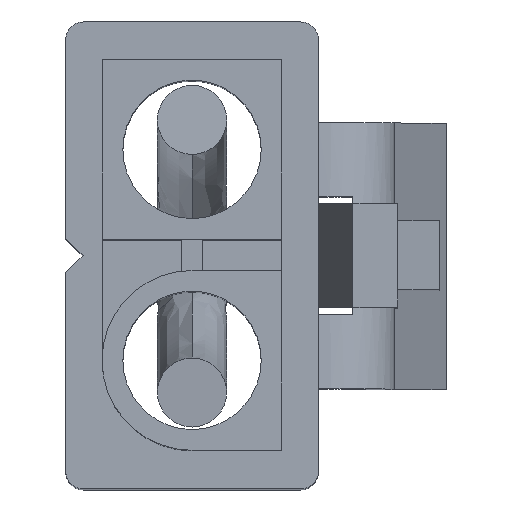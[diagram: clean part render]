
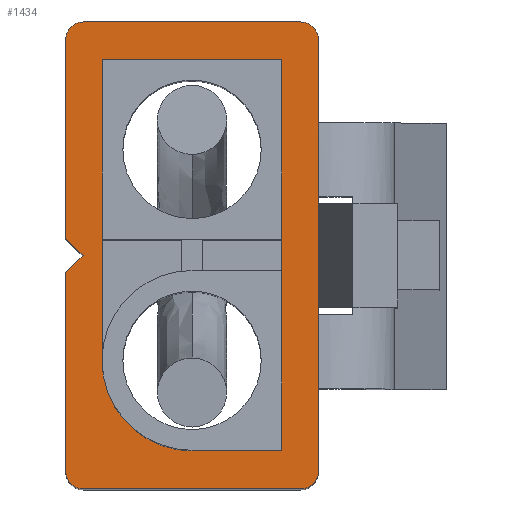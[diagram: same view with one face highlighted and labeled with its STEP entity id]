
A CAD part, top view. The second image highlights one B-rep face of the part: STEP entity #1434.
In plain terms, the highlighted planar face has unit normal (0, 0, 1).
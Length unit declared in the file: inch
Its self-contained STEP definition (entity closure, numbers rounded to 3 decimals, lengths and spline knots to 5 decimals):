
#18=FACE_BOUND('',#505,.T.);
#35=LINE('',#2334,#179);
#38=LINE('',#2339,#182);
#45=LINE('',#2365,#189);
#48=LINE('',#2369,#192);
#57=LINE('',#2387,#201);
#58=LINE('',#2389,#202);
#60=LINE('',#2395,#204);
#61=LINE('',#2406,#205);
#62=LINE('',#2408,#206);
#63=LINE('',#2410,#207);
#64=LINE('',#2412,#208);
#65=LINE('',#2414,#209);
#66=LINE('',#2416,#210);
#67=LINE('',#2417,#211);
#179=VECTOR('',#1694,0.02784);
#182=VECTOR('',#1699,0.22638);
#189=VECTOR('',#1726,0.22638);
#192=VECTOR('',#1731,0.49213);
#201=VECTOR('',#1742,0.02784);
#202=VECTOR('',#1745,0.24803);
#204=VECTOR('',#1753,0.24803);
#205=VECTOR('',#1764,0.1378);
#206=VECTOR('',#1765,0.20472);
#207=VECTOR('',#1766,0.20472);
#208=VECTOR('',#1767,0.20472);
#209=VECTOR('',#1768,0.03543);
#210=VECTOR('',#1769,0.20472);
#211=VECTOR('',#1770,0.10236);
#425=FACE_OUTER_BOUND('',#504,.T.);
#504=EDGE_LOOP('',(#1060,#1061,#1062,#1063,#1064,#1065,#1066,#1067,#1068,
#1069,#1070));
#505=EDGE_LOOP('',(#1071,#1072,#1073,#1074,#1075,#1076,#1077,#1078));
#580=CIRCLE('',#1536,0.01969);
#583=CIRCLE('',#1541,0.01969);
#584=CIRCLE('',#1543,0.01969);
#585=CIRCLE('',#1549,0.01969);
#588=CIRCLE('',#1555,0.10236);
#641=VERTEX_POINT('',#2331);
#642=VERTEX_POINT('',#2333);
#643=VERTEX_POINT('',#2337);
#644=VERTEX_POINT('',#2341);
#647=VERTEX_POINT('',#2351);
#648=VERTEX_POINT('',#2352);
#649=VERTEX_POINT('',#2357);
#650=VERTEX_POINT('',#2358);
#651=VERTEX_POINT('',#2363);
#652=VERTEX_POINT('',#2364);
#661=VERTEX_POINT('',#2391);
#664=VERTEX_POINT('',#2402);
#665=VERTEX_POINT('',#2403);
#666=VERTEX_POINT('',#2405);
#667=VERTEX_POINT('',#2407);
#668=VERTEX_POINT('',#2409);
#669=VERTEX_POINT('',#2411);
#670=VERTEX_POINT('',#2413);
#671=VERTEX_POINT('',#2415);
#783=EDGE_CURVE('',#641,#642,#35,.T.);
#786=EDGE_CURVE('',#641,#643,#38,.T.);
#787=EDGE_CURVE('',#644,#643,#580,.T.);
#792=EDGE_CURVE('',#647,#648,#583,.T.);
#795=EDGE_CURVE('',#649,#650,#584,.T.);
#798=EDGE_CURVE('',#651,#652,#45,.T.);
#801=EDGE_CURVE('',#649,#647,#48,.T.);
#810=EDGE_CURVE('',#642,#652,#57,.T.);
#811=EDGE_CURVE('',#644,#648,#58,.T.);
#812=EDGE_CURVE('',#651,#661,#585,.T.);
#814=EDGE_CURVE('',#650,#661,#60,.T.);
#817=EDGE_CURVE('',#664,#665,#588,.T.);
#818=EDGE_CURVE('',#665,#666,#61,.T.);
#819=EDGE_CURVE('',#666,#667,#62,.T.);
#820=EDGE_CURVE('',#667,#668,#63,.T.);
#821=EDGE_CURVE('',#668,#669,#64,.T.);
#822=EDGE_CURVE('',#669,#670,#65,.T.);
#823=EDGE_CURVE('',#670,#671,#66,.T.);
#824=EDGE_CURVE('',#671,#664,#67,.T.);
#1060=ORIENTED_EDGE('',*,*,#811,.T.);
#1061=ORIENTED_EDGE('',*,*,#792,.F.);
#1062=ORIENTED_EDGE('',*,*,#801,.F.);
#1063=ORIENTED_EDGE('',*,*,#795,.T.);
#1064=ORIENTED_EDGE('',*,*,#814,.T.);
#1065=ORIENTED_EDGE('',*,*,#812,.F.);
#1066=ORIENTED_EDGE('',*,*,#798,.T.);
#1067=ORIENTED_EDGE('',*,*,#810,.F.);
#1068=ORIENTED_EDGE('',*,*,#783,.F.);
#1069=ORIENTED_EDGE('',*,*,#786,.T.);
#1070=ORIENTED_EDGE('',*,*,#787,.F.);
#1071=ORIENTED_EDGE('',*,*,#817,.T.);
#1072=ORIENTED_EDGE('',*,*,#818,.T.);
#1073=ORIENTED_EDGE('',*,*,#819,.T.);
#1074=ORIENTED_EDGE('',*,*,#820,.T.);
#1075=ORIENTED_EDGE('',*,*,#821,.T.);
#1076=ORIENTED_EDGE('',*,*,#822,.T.);
#1077=ORIENTED_EDGE('',*,*,#823,.T.);
#1078=ORIENTED_EDGE('',*,*,#824,.T.);
#1370=PLANE('',#1554);
#1434=ADVANCED_FACE('',(#425,#18),#1370,.T.);
#1536=AXIS2_PLACEMENT_3D('',#2342,#1702,#1703);
#1541=AXIS2_PLACEMENT_3D('',#2353,#1714,#1715);
#1543=AXIS2_PLACEMENT_3D('',#2359,#1720,#1721);
#1549=AXIS2_PLACEMENT_3D('',#2392,#1748,#1749);
#1554=AXIS2_PLACEMENT_3D('',#2401,#1760,#1761);
#1555=AXIS2_PLACEMENT_3D('',#2404,#1762,#1763);
#1694=DIRECTION('',(0.707,0.707,0.));
#1699=DIRECTION('',(0.,-1.,0.));
#1702=DIRECTION('center_axis',(0.,0.,-1.));
#1703=DIRECTION('ref_axis',(-1.,0.,0.));
#1714=DIRECTION('center_axis',(0.,0.,-1.));
#1715=DIRECTION('ref_axis',(-1.,0.,0.));
#1720=DIRECTION('center_axis',(0.,0.,1.));
#1721=DIRECTION('ref_axis',(-1.,0.,0.));
#1726=DIRECTION('',(0.,-1.,0.));
#1731=DIRECTION('',(0.,-1.,0.));
#1742=DIRECTION('',(-0.707,0.707,0.));
#1745=DIRECTION('',(1.,0.,0.));
#1748=DIRECTION('center_axis',(0.,0.,-1.));
#1749=DIRECTION('ref_axis',(-1.,0.,0.));
#1753=DIRECTION('',(-1.,0.,0.));
#1760=DIRECTION('center_axis',(0.,0.,1.));
#1761=DIRECTION('ref_axis',(1.,0.,0.));
#1762=DIRECTION('center_axis',(0.,0.,-1.));
#1763=DIRECTION('ref_axis',(1.,0.,0.));
#1764=DIRECTION('',(0.,1.,0.));
#1765=DIRECTION('',(0.,1.,0.));
#1766=DIRECTION('',(1.,0.,0.));
#1767=DIRECTION('',(0.,-1.,0.));
#1768=DIRECTION('',(0.,-1.,0.));
#1769=DIRECTION('',(0.,-1.,0.));
#1770=DIRECTION('',(-1.,0.,0.));
#2331=CARTESIAN_POINT('',(-0.24606,-0.01969,0.));
#2333=CARTESIAN_POINT('',(-0.22638,0.,0.));
#2334=CARTESIAN_POINT('',(-0.24606,-0.01969,0.));
#2337=CARTESIAN_POINT('',(-0.24606,-0.24606,0.));
#2339=CARTESIAN_POINT('',(-0.24606,-0.01969,0.));
#2341=CARTESIAN_POINT('',(-0.22638,-0.26575,0.));
#2342=CARTESIAN_POINT('Origin',(-0.22638,-0.24606,0.));
#2351=CARTESIAN_POINT('',(0.04134,-0.24606,0.));
#2352=CARTESIAN_POINT('',(0.02165,-0.26575,0.));
#2353=CARTESIAN_POINT('Origin',(0.02165,-0.24606,0.));
#2357=CARTESIAN_POINT('',(0.04134,0.24606,0.));
#2358=CARTESIAN_POINT('',(0.02165,0.26575,0.));
#2359=CARTESIAN_POINT('Origin',(0.02165,0.24606,0.));
#2363=CARTESIAN_POINT('',(-0.24606,0.24606,0.));
#2364=CARTESIAN_POINT('',(-0.24606,0.01969,0.));
#2365=CARTESIAN_POINT('',(-0.24606,0.24606,0.));
#2369=CARTESIAN_POINT('',(0.04134,0.24606,0.));
#2387=CARTESIAN_POINT('',(-0.22638,0.,0.));
#2389=CARTESIAN_POINT('',(-0.22638,-0.26575,0.));
#2391=CARTESIAN_POINT('',(-0.22638,0.26575,0.));
#2392=CARTESIAN_POINT('Origin',(-0.22638,0.24606,0.));
#2395=CARTESIAN_POINT('',(0.02165,0.26575,0.));
#2401=CARTESIAN_POINT('Origin',(0.,0.,0.));
#2402=CARTESIAN_POINT('',(-0.10236,-0.22244,0.));
#2403=CARTESIAN_POINT('',(-0.20472,-0.12008,0.));
#2404=CARTESIAN_POINT('Origin',(-0.10236,-0.12008,0.));
#2405=CARTESIAN_POINT('',(-0.20472,0.01772,0.));
#2406=CARTESIAN_POINT('',(-0.20472,-0.12008,0.));
#2407=CARTESIAN_POINT('',(-0.20472,0.22244,0.));
#2408=CARTESIAN_POINT('',(-0.20472,0.01772,0.));
#2409=CARTESIAN_POINT('',(0.,0.22244,0.));
#2410=CARTESIAN_POINT('',(-0.20472,0.22244,0.));
#2411=CARTESIAN_POINT('',(0.,0.01772,0.));
#2412=CARTESIAN_POINT('',(0.,0.22244,0.));
#2413=CARTESIAN_POINT('',(0.,-0.01772,0.));
#2414=CARTESIAN_POINT('',(0.,0.01772,0.));
#2415=CARTESIAN_POINT('',(0.,-0.22244,0.));
#2416=CARTESIAN_POINT('',(0.,-0.01772,0.));
#2417=CARTESIAN_POINT('',(0.,-0.22244,0.));
